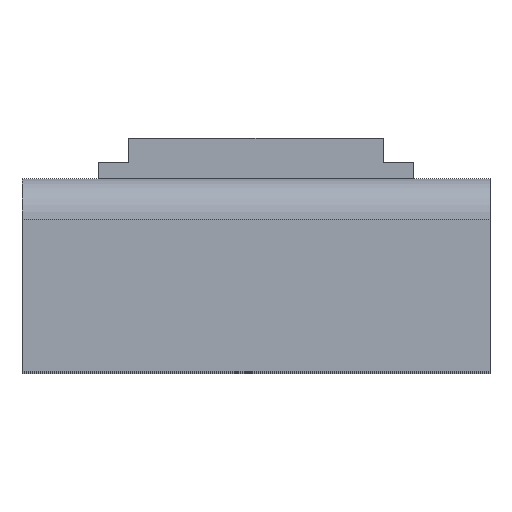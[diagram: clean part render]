
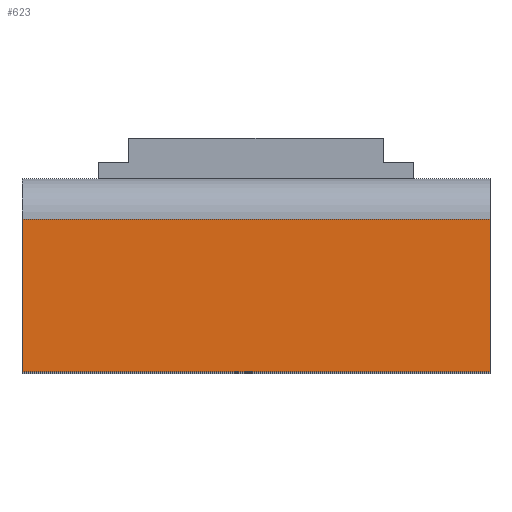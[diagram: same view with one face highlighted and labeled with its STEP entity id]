
A CAD part, top view. The second image highlights one B-rep face of the part: STEP entity #623.
In plain terms, the highlighted planar face has unit normal (0, 0, 1).
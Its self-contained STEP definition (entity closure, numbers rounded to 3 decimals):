
#4 = ORIENTED_EDGE ( 'NONE', *, *, #904, .T. ) ;
#42 = VECTOR ( 'NONE', #568, 1000. ) ;
#55 = PLANE ( 'NONE',  #243 ) ;
#96 = FACE_OUTER_BOUND ( 'NONE', #525, .T. ) ;
#140 = CARTESIAN_POINT ( 'NONE',  ( 11.5, -11.5, 25. ) ) ;
#169 = EDGE_CURVE ( 'NONE', #725, #194, #606, .T. ) ;
#179 = CARTESIAN_POINT ( 'NONE',  ( 11.5, -4., 25. ) ) ;
#194 = VERTEX_POINT ( 'NONE', #586 ) ;
#211 = ORIENTED_EDGE ( 'NONE', *, *, #169, .F. ) ;
#236 = DIRECTION ( 'NONE',  ( 0., -1., 0. ) ) ;
#243 = AXIS2_PLACEMENT_3D ( 'NONE', #964, #867, #762 ) ;
#258 = VECTOR ( 'NONE', #406, 1000. ) ;
#333 = EDGE_CURVE ( 'NONE', #958, #725, #765, .T. ) ;
#352 = CARTESIAN_POINT ( 'NONE',  ( -11.5, -11.5, 25. ) ) ;
#405 = ORIENTED_EDGE ( 'NONE', *, *, #996, .T. ) ;
#406 = DIRECTION ( 'NONE',  ( -1., 0., 0. ) ) ;
#457 = LINE ( 'NONE', #352, #924 ) ;
#462 = DIRECTION ( 'NONE',  ( -1., 0., 0. ) ) ;
#505 = CARTESIAN_POINT ( 'NONE',  ( 11.5, -11.5, 25. ) ) ;
#525 = EDGE_LOOP ( 'NONE', ( #4, #211, #702, #405 ) ) ;
#561 = CARTESIAN_POINT ( 'NONE',  ( 11.5, -4., 25. ) ) ;
#568 = DIRECTION ( 'NONE',  ( 0., -1., 0. ) ) ;
#586 = CARTESIAN_POINT ( 'NONE',  ( -11.5, -11.5, 25. ) ) ;
#606 = LINE ( 'NONE', #505, #258 ) ;
#623 = ADVANCED_FACE ( 'NONE', ( #96 ), #55, .F. ) ;
#667 = CARTESIAN_POINT ( 'NONE',  ( 11.5, -11.5, 25. ) ) ;
#698 = VECTOR ( 'NONE', #462, 1000. ) ;
#702 = ORIENTED_EDGE ( 'NONE', *, *, #333, .F. ) ;
#725 = VERTEX_POINT ( 'NONE', #140 ) ;
#762 = DIRECTION ( 'NONE',  ( -1., 0., 0. ) ) ;
#765 = LINE ( 'NONE', #667, #42 ) ;
#857 = CARTESIAN_POINT ( 'NONE',  ( -11.5, -4., 25. ) ) ;
#865 = LINE ( 'NONE', #561, #698 ) ;
#867 = DIRECTION ( 'NONE',  ( 0., 0., -1. ) ) ;
#900 = VERTEX_POINT ( 'NONE', #857 ) ;
#904 = EDGE_CURVE ( 'NONE', #900, #194, #457, .T. ) ;
#924 = VECTOR ( 'NONE', #236, 1000. ) ;
#958 = VERTEX_POINT ( 'NONE', #179 ) ;
#964 = CARTESIAN_POINT ( 'NONE',  ( 11.5, -11.5, 25. ) ) ;
#996 = EDGE_CURVE ( 'NONE', #958, #900, #865, .T. ) ;
